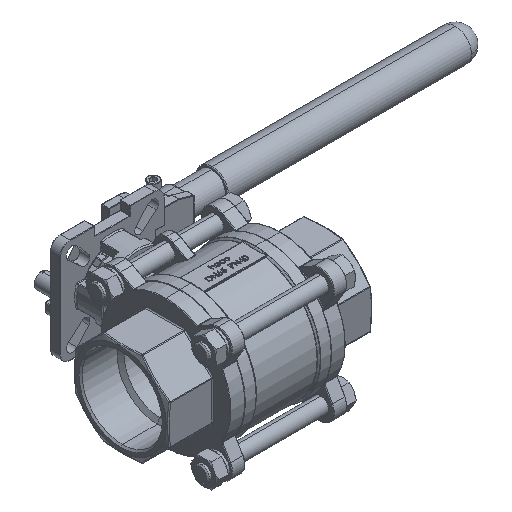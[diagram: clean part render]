
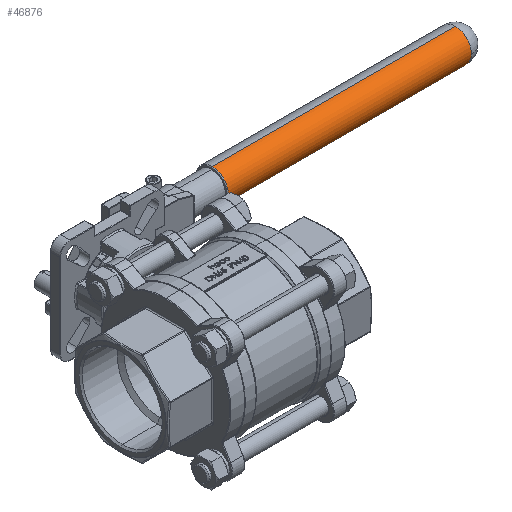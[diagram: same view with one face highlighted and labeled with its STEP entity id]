
A CAD part, isometric view. The second image highlights one B-rep face of the part: STEP entity #46876.
In plain terms, the highlighted cylindrical face has radius 14.5 mm (diameter 29 mm), a partial arc.
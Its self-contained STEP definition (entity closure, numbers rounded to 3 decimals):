
#326 = VECTOR ( 'NONE', #50076, 1000. ) ;
#1497 = CARTESIAN_POINT ( 'NONE',  ( 349.663, 126., -14.5 ) ) ;
#1695 = CARTESIAN_POINT ( 'NONE',  ( 116.2, 126., 0. ) ) ;
#2171 = DIRECTION ( 'NONE',  ( 0., 0., -1. ) ) ;
#3389 = DIRECTION ( 'NONE',  ( 1., 0., 0. ) ) ;
#5506 = EDGE_CURVE ( 'NONE', #26564, #10181, #10738, .T. ) ;
#8405 = CARTESIAN_POINT ( 'NONE',  ( 116.2, 126., -14.5 ) ) ;
#10181 = VERTEX_POINT ( 'NONE', #30182 ) ;
#10738 = LINE ( 'NONE', #11121, #326 ) ;
#11121 = CARTESIAN_POINT ( 'NONE',  ( 349.663, 126., 14.5 ) ) ;
#11889 = FACE_OUTER_BOUND ( 'NONE', #31824, .T. ) ;
#12615 = CIRCLE ( 'NONE', #16590, 14.5 ) ;
#12924 = ORIENTED_EDGE ( 'NONE', *, *, #70190, .F. ) ;
#13509 = EDGE_CURVE ( 'NONE', #31988, #53318, #65607, .T. ) ;
#14927 = AXIS2_PLACEMENT_3D ( 'NONE', #25487, #3389, #64652 ) ;
#15697 = ORIENTED_EDGE ( 'NONE', *, *, #16787, .F. ) ;
#16590 = AXIS2_PLACEMENT_3D ( 'NONE', #22197, #71786, #33406 ) ;
#16787 = EDGE_CURVE ( 'NONE', #10181, #19696, #41618, .T. ) ;
#16982 = CARTESIAN_POINT ( 'NONE',  ( 349.663, 126., 0. ) ) ;
#17431 = CARTESIAN_POINT ( 'NONE',  ( 335.5, 111.5, 0. ) ) ;
#19696 = VERTEX_POINT ( 'NONE', #17431 ) ;
#22197 = CARTESIAN_POINT ( 'NONE',  ( 335.5, 126., 0. ) ) ;
#25487 = CARTESIAN_POINT ( 'NONE',  ( 335.5, 126., 0. ) ) ;
#26161 = CARTESIAN_POINT ( 'NONE',  ( 335.5, 126., -14.5 ) ) ;
#26564 = VERTEX_POINT ( 'NONE', #55786 ) ;
#28169 = CIRCLE ( 'NONE', #65069, 14.5 ) ;
#30182 = CARTESIAN_POINT ( 'NONE',  ( 335.5, 126., 14.5 ) ) ;
#31587 = AXIS2_PLACEMENT_3D ( 'NONE', #16982, #46681, #2171 ) ;
#31684 = VECTOR ( 'NONE', #45757, 1000. ) ;
#31824 = EDGE_LOOP ( 'NONE', ( #53084, #41645, #34024, #12924, #15697 ) ) ;
#31988 = VERTEX_POINT ( 'NONE', #8405 ) ;
#33406 = DIRECTION ( 'NONE',  ( 0., 0., -1. ) ) ;
#34024 = ORIENTED_EDGE ( 'NONE', *, *, #13509, .T. ) ;
#41618 = CIRCLE ( 'NONE', #14927, 14.5 ) ;
#41645 = ORIENTED_EDGE ( 'NONE', *, *, #53006, .T. ) ;
#45708 = DIRECTION ( 'NONE',  ( 0., 0., 1. ) ) ;
#45757 = DIRECTION ( 'NONE',  ( 1., 0., 0. ) ) ;
#46681 = DIRECTION ( 'NONE',  ( 1., 0., 0. ) ) ;
#46876 = ADVANCED_FACE ( 'NONE', ( #11889 ), #58552, .T. ) ;
#50076 = DIRECTION ( 'NONE',  ( 1., 0., 0. ) ) ;
#53006 = EDGE_CURVE ( 'NONE', #26564, #31988, #28169, .T. ) ;
#53084 = ORIENTED_EDGE ( 'NONE', *, *, #5506, .F. ) ;
#53318 = VERTEX_POINT ( 'NONE', #26161 ) ;
#55786 = CARTESIAN_POINT ( 'NONE',  ( 116.2, 126., 14.5 ) ) ;
#58552 = CYLINDRICAL_SURFACE ( 'NONE', #31587, 14.5 ) ;
#64652 = DIRECTION ( 'NONE',  ( 0., 0., -1. ) ) ;
#65069 = AXIS2_PLACEMENT_3D ( 'NONE', #1695, #67790, #45708 ) ;
#65607 = LINE ( 'NONE', #1497, #31684 ) ;
#67790 = DIRECTION ( 'NONE',  ( 1., 0., 0. ) ) ;
#70190 = EDGE_CURVE ( 'NONE', #19696, #53318, #12615, .T. ) ;
#71786 = DIRECTION ( 'NONE',  ( 1., 0., 0. ) ) ;
